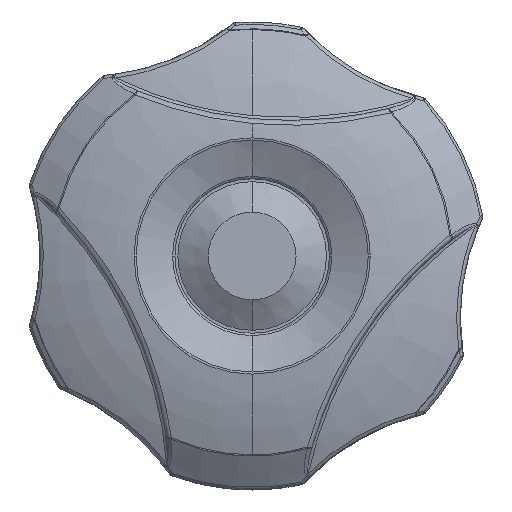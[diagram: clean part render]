
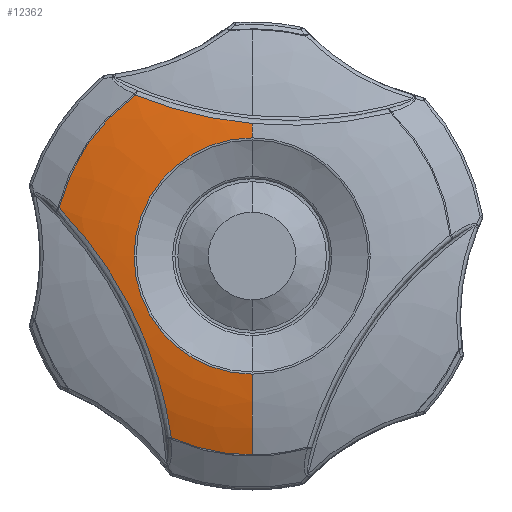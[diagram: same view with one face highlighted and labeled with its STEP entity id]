
A CAD part, left-side view. The second image highlights one B-rep face of the part: STEP entity #12362.
In plain terms, the highlighted toroidal (fillet/blend) face has major radius 6.511 mm and minor radius 30.6 mm.
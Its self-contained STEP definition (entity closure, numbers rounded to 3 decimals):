
#6 = ORIENTED_EDGE ( 'NONE', *, *, #12757, .T. ) ;
#369 = CARTESIAN_POINT ( 'NONE',  ( -21.224, 8.369, -9.265 ) ) ;
#537 = CARTESIAN_POINT ( 'NONE',  ( -21.43, 9.737, -5.77 ) ) ;
#800 = CARTESIAN_POINT ( 'NONE',  ( -21.593, 10.093, 0. ) ) ;
#890 = TOROIDAL_SURFACE ( 'NONE', #5133, 6.511, 30.6 ) ;
#935 = CARTESIAN_POINT ( 'NONE',  ( -21.593, 0., 10.093 ) ) ;
#1032 = CARTESIAN_POINT ( 'NONE',  ( -21.174, 4.297, 11.98 ) ) ;
#1171 = AXIS2_PLACEMENT_3D ( 'NONE', #13458, #8106, #6691 ) ;
#1333 = CIRCLE ( 'NONE', #2446, 30.6 ) ;
#1880 = ORIENTED_EDGE ( 'NONE', *, *, #2095, .T. ) ;
#2015 = CARTESIAN_POINT ( 'NONE',  ( -20.208, 9.217, 13.441 ) ) ;
#2095 = EDGE_CURVE ( 'NONE', #2813, #10174, #12849, .T. ) ;
#2246 = ORIENTED_EDGE ( 'NONE', *, *, #7792, .F. ) ;
#2353 = CARTESIAN_POINT ( 'NONE',  ( -21.424, 0., 11.318 ) ) ;
#2373 = ORIENTED_EDGE ( 'NONE', *, *, #3744, .T. ) ;
#2410 = CARTESIAN_POINT ( 'NONE',  ( -19.949, 0., 0. ) ) ;
#2430 = VERTEX_POINT ( 'NONE', #9692 ) ;
#2446 = AXIS2_PLACEMENT_3D ( 'NONE', #7591, #10506, #15840 ) ;
#2603 = EDGE_LOOP ( 'NONE', ( #11807, #9600, #12902, #1880, #2246, #6, #9716, #2373 ) ) ;
#2626 = CARTESIAN_POINT ( 'NONE',  ( 8.796, 0., -6.511 ) ) ;
#2797 = DIRECTION ( 'NONE',  ( 0., 0., 1. ) ) ;
#2813 = VERTEX_POINT ( 'NONE', #800 ) ;
#2919 = CARTESIAN_POINT ( 'NONE',  ( -20.229, 15.869, 3.464 ) ) ;
#2974 = VERTEX_POINT ( 'NONE', #8209 ) ;
#3267 = CARTESIAN_POINT ( 'NONE',  ( -20.228, 7.04, -14.638 ) ) ;
#3744 = EDGE_CURVE ( 'NONE', #11166, #5828, #5147, .T. ) ;
#4040 = CARTESIAN_POINT ( 'NONE',  ( -19.949, 16.495, 4.114 ) ) ;
#4535 = DIRECTION ( 'NONE',  ( -1., 0., 0. ) ) ;
#4622 = CARTESIAN_POINT ( 'NONE',  ( -19.949, 6.914, -15.532 ) ) ;
#5099 = CARTESIAN_POINT ( 'NONE',  ( -21.593, 0., 0. ) ) ;
#5133 = AXIS2_PLACEMENT_3D ( 'NONE', #13663, #4535, #7082 ) ;
#5147 = B_SPLINE_CURVE_WITH_KNOTS ( 'NONE', 3,
 ( #5583, #2919, #8315, #16451, #8651, #8747, #12587, #12764, #7324, #537, #5926, #9802, #369, #12512, #16621, #15133, #3267, #4622 ),
 .UNSPECIFIED., .F., .F.,
 ( 4, 2, 2, 2, 2, 2, 2, 2, 4 ),
 ( 0., 0.003, 0.006, 0.008, 0.011, 0.014, 0.017, 0.02, 0.023 ),
 .UNSPECIFIED. ) ;
#5260 = DIRECTION ( 'NONE',  ( 0., -1., 0. ) ) ;
#5583 = CARTESIAN_POINT ( 'NONE',  ( -19.949, 16.495, 4.114 ) ) ;
#5825 = DIRECTION ( 'NONE',  ( 0., -1., 0. ) ) ;
#5828 = VERTEX_POINT ( 'NONE', #16408 ) ;
#5926 = CARTESIAN_POINT ( 'NONE',  ( -21.406, 9.361, -6.626 ) ) ;
#6049 = VERTEX_POINT ( 'NONE', #12008 ) ;
#6691 = DIRECTION ( 'NONE',  ( 0., 0., -1. ) ) ;
#7082 = DIRECTION ( 'NONE',  ( 0., 0., 1. ) ) ;
#7286 = CIRCLE ( 'NONE', #17097, 10.093 ) ;
#7324 = CARTESIAN_POINT ( 'NONE',  ( -21.429, 10.555, -4.096 ) ) ;
#7591 = CARTESIAN_POINT ( 'NONE',  ( 8.796, 0., 6.511 ) ) ;
#7743 = CARTESIAN_POINT ( 'NONE',  ( -21.411, 0.863, 11.398 ) ) ;
#7792 = EDGE_CURVE ( 'NONE', #2974, #10174, #1333, .T. ) ;
#8106 = DIRECTION ( 'NONE',  ( -1., 0., 0. ) ) ;
#8209 = CARTESIAN_POINT ( 'NONE',  ( -21.424, 0., 11.318 ) ) ;
#8315 = CARTESIAN_POINT ( 'NONE',  ( -20.462, 15.261, 2.784 ) ) ;
#8651 = CARTESIAN_POINT ( 'NONE',  ( -20.997, 13.518, 0.62 ) ) ;
#8734 = CARTESIAN_POINT ( 'NONE',  ( -21.259, 3.448, 11.803 ) ) ;
#8747 = CARTESIAN_POINT ( 'NONE',  ( -21.225, 12.446, -0.901 ) ) ;
#8792 = CIRCLE ( 'NONE', #1171, 17.001 ) ;
#9031 = EDGE_CURVE ( 'NONE', #2430, #15295, #13836, .T. ) ;
#9248 = DIRECTION ( 'NONE',  ( 1., 0., 0. ) ) ;
#9600 = ORIENTED_EDGE ( 'NONE', *, *, #9031, .T. ) ;
#9692 = CARTESIAN_POINT ( 'NONE',  ( -19.949, 0., -17.001 ) ) ;
#9716 = ORIENTED_EDGE ( 'NONE', *, *, #14992, .T. ) ;
#9802 = CARTESIAN_POINT ( 'NONE',  ( -21.304, 8.676, -8.378 ) ) ;
#9939 = CIRCLE ( 'NONE', #14365, 17.001 ) ;
#10051 = CARTESIAN_POINT ( 'NONE',  ( -20.943, 5.97, 12.391 ) ) ;
#10174 = VERTEX_POINT ( 'NONE', #935 ) ;
#10506 = DIRECTION ( 'NONE',  ( 0., -1., 0. ) ) ;
#10713 = EDGE_CURVE ( 'NONE', #15295, #2813, #7286, .T. ) ;
#11063 = B_SPLINE_CURVE_WITH_KNOTS ( 'NONE', 3,
 ( #2353, #7743, #13088, #8734, #1032, #10051, #15373, #14068, #2015, #15994 ),
 .UNSPECIFIED., .F., .F.,
 ( 4, 2, 2, 2, 4 ),
 ( 0.012, 0.015, 0.017, 0.02, 0.023 ),
 .UNSPECIFIED. ) ;
#11166 = VERTEX_POINT ( 'NONE', #4040 ) ;
#11807 = ORIENTED_EDGE ( 'NONE', *, *, #15305, .F. ) ;
#12008 = CARTESIAN_POINT ( 'NONE',  ( -19.949, 9.994, 13.753 ) ) ;
#12362 = ADVANCED_FACE ( 'NONE', ( #15939 ), #890, .T. ) ;
#12512 = CARTESIAN_POINT ( 'NONE',  ( -20.996, 7.831, -11.044 ) ) ;
#12587 = CARTESIAN_POINT ( 'NONE',  ( -21.304, 11.942, -1.681 ) ) ;
#12757 = EDGE_CURVE ( 'NONE', #2974, #6049, #11063, .T. ) ;
#12764 = CARTESIAN_POINT ( 'NONE',  ( -21.405, 10.996, -3.279 ) ) ;
#12849 = CIRCLE ( 'NONE', #15088, 10.093 ) ;
#12902 = ORIENTED_EDGE ( 'NONE', *, *, #10713, .T. ) ;
#13088 = CARTESIAN_POINT ( 'NONE',  ( -21.377, 1.728, 11.512 ) ) ;
#13458 = CARTESIAN_POINT ( 'NONE',  ( -19.949, 0., 0. ) ) ;
#13663 = CARTESIAN_POINT ( 'NONE',  ( 8.796, 0., 0. ) ) ;
#13809 = CARTESIAN_POINT ( 'NONE',  ( -21.593, 0., 0. ) ) ;
#13836 = CIRCLE ( 'NONE', #14403, 30.6 ) ;
#14068 = CARTESIAN_POINT ( 'NONE',  ( -20.429, 8.417, 13.15 ) ) ;
#14228 = DIRECTION ( 'NONE',  ( 0., -1., 0. ) ) ;
#14365 = AXIS2_PLACEMENT_3D ( 'NONE', #2410, #16944, #5260 ) ;
#14403 = AXIS2_PLACEMENT_3D ( 'NONE', #2626, #14846, #2797 ) ;
#14771 = DIRECTION ( 'NONE',  ( 1., 0., 0. ) ) ;
#14846 = DIRECTION ( 'NONE',  ( 0., 1., 0. ) ) ;
#14992 = EDGE_CURVE ( 'NONE', #6049, #11166, #8792, .T. ) ;
#15088 = AXIS2_PLACEMENT_3D ( 'NONE', #13809, #14771, #5825 ) ;
#15133 = CARTESIAN_POINT ( 'NONE',  ( -20.463, 7.203, -13.735 ) ) ;
#15295 = VERTEX_POINT ( 'NONE', #17109 ) ;
#15305 = EDGE_CURVE ( 'NONE', #2430, #5828, #9939, .T. ) ;
#15373 = CARTESIAN_POINT ( 'NONE',  ( -20.796, 6.794, 12.626 ) ) ;
#15840 = DIRECTION ( 'NONE',  ( 1., 0., 0. ) ) ;
#15939 = FACE_OUTER_BOUND ( 'NONE', #2603, .T. ) ;
#15994 = CARTESIAN_POINT ( 'NONE',  ( -19.949, 9.994, 13.753 ) ) ;
#16408 = CARTESIAN_POINT ( 'NONE',  ( -19.949, 6.914, -15.532 ) ) ;
#16451 = CARTESIAN_POINT ( 'NONE',  ( -20.846, 14.087, 1.364 ) ) ;
#16621 = CARTESIAN_POINT ( 'NONE',  ( -20.846, 7.598, -11.939 ) ) ;
#16944 = DIRECTION ( 'NONE',  ( 1., 0., 0. ) ) ;
#17097 = AXIS2_PLACEMENT_3D ( 'NONE', #5099, #9248, #14228 ) ;
#17109 = CARTESIAN_POINT ( 'NONE',  ( -21.593, 0., -10.093 ) ) ;
